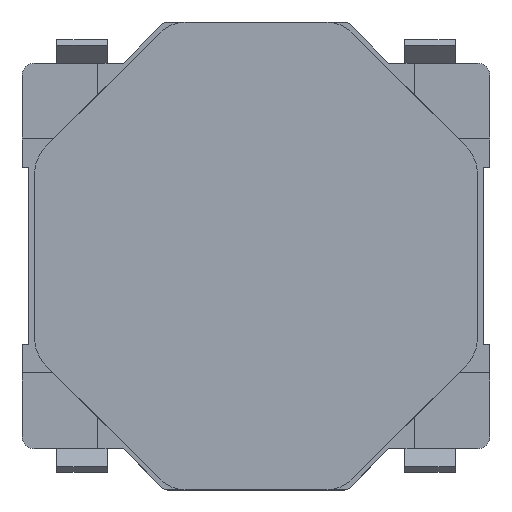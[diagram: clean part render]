
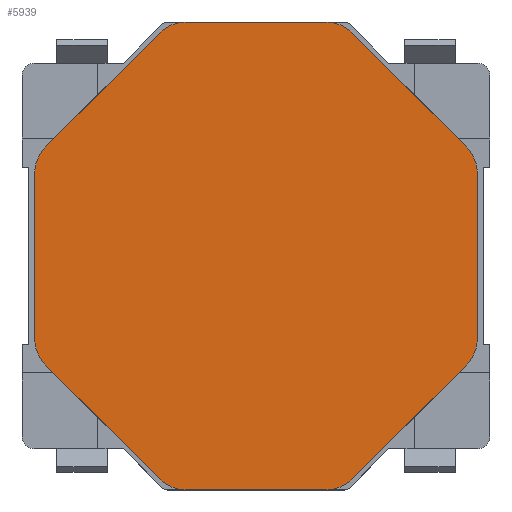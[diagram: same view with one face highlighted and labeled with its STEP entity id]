
A CAD part, top view. The second image highlights one B-rep face of the part: STEP entity #5939.
In plain terms, the highlighted planar face has unit normal (0, 0, 1).
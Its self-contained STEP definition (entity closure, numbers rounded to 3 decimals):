
#1526=DIRECTION('',(-1.,0.,0.));
#1527=VECTOR('',#1526,1.101);
#1528=CARTESIAN_POINT('',(0.551,-1.85,0.3));
#1529=LINE('',#1528,#1527);
#1773=DIRECTION('',(1.,0.,0.));
#1774=VECTOR('',#1773,1.101);
#1775=CARTESIAN_POINT('',(-0.551,1.85,0.3));
#1776=LINE('',#1775,#1774);
#1931=CARTESIAN_POINT('',(1.45,-0.651,0.3));
#1932=DIRECTION('',(0.,0.,1.));
#1933=DIRECTION('',(0.707,-0.707,0.));
#1934=AXIS2_PLACEMENT_3D('',#1931,#1932,#1933);
#1936=DIRECTION('',(0.707,0.707,0.));
#1937=VECTOR('',#1936,1.272);
#1938=CARTESIAN_POINT('',(0.763,-1.762,0.3));
#1939=LINE('',#1938,#1937);
#1940=CARTESIAN_POINT('',(0.551,-1.55,0.3));
#1941=DIRECTION('',(0.,0.,1.));
#1942=DIRECTION('',(0.383,-0.924,0.));
#1943=AXIS2_PLACEMENT_3D('',#1940,#1941,#1942);
#1945=CARTESIAN_POINT('',(0.551,-1.55,0.3));
#1946=DIRECTION('',(0.,0.,1.));
#1947=DIRECTION('',(0.,-1.,0.));
#1948=AXIS2_PLACEMENT_3D('',#1945,#1946,#1947);
#1950=CARTESIAN_POINT('',(-0.551,-1.55,0.3));
#1951=DIRECTION('',(0.,0.,1.));
#1952=DIRECTION('',(-0.383,-0.924,0.));
#1953=AXIS2_PLACEMENT_3D('',#1950,#1951,#1952);
#1955=CARTESIAN_POINT('',(-0.551,-1.55,0.3));
#1956=DIRECTION('',(0.,0.,1.));
#1957=DIRECTION('',(-0.707,-0.707,0.));
#1958=AXIS2_PLACEMENT_3D('',#1955,#1956,#1957);
#1960=DIRECTION('',(0.707,-0.707,0.));
#1961=VECTOR('',#1960,1.272);
#1962=CARTESIAN_POINT('',(-1.662,-0.863,0.3));
#1963=LINE('',#1962,#1961);
#1964=CARTESIAN_POINT('',(-1.45,-0.651,0.3));
#1965=DIRECTION('',(0.,0.,1.));
#1966=DIRECTION('',(-0.924,-0.383,0.));
#1967=AXIS2_PLACEMENT_3D('',#1964,#1965,#1966);
#1969=CARTESIAN_POINT('',(-1.45,-0.651,0.3));
#1970=DIRECTION('',(0.,0.,1.));
#1971=DIRECTION('',(-1.,0.,0.));
#1972=AXIS2_PLACEMENT_3D('',#1969,#1970,#1971);
#1974=CARTESIAN_POINT('',(-1.45,0.651,0.3));
#1975=DIRECTION('',(0.,0.,1.));
#1976=DIRECTION('',(-0.924,0.383,0.));
#1977=AXIS2_PLACEMENT_3D('',#1974,#1975,#1976);
#1979=CARTESIAN_POINT('',(-1.45,0.651,0.3));
#1980=DIRECTION('',(0.,0.,1.));
#1981=DIRECTION('',(-0.707,0.707,0.));
#1982=AXIS2_PLACEMENT_3D('',#1979,#1980,#1981);
#1984=DIRECTION('',(-0.707,-0.707,0.));
#1985=VECTOR('',#1984,1.272);
#1986=CARTESIAN_POINT('',(-0.763,1.762,0.3));
#1987=LINE('',#1986,#1985);
#1988=CARTESIAN_POINT('',(-0.551,1.55,0.3));
#1989=DIRECTION('',(0.,0.,1.));
#1990=DIRECTION('',(-0.383,0.924,0.));
#1991=AXIS2_PLACEMENT_3D('',#1988,#1989,#1990);
#1993=CARTESIAN_POINT('',(-0.551,1.55,0.3));
#1994=DIRECTION('',(0.,0.,1.));
#1995=DIRECTION('',(0.,1.,0.));
#1996=AXIS2_PLACEMENT_3D('',#1993,#1994,#1995);
#1998=CARTESIAN_POINT('',(0.551,1.55,0.3));
#1999=DIRECTION('',(0.,0.,1.));
#2000=DIRECTION('',(0.383,0.924,0.));
#2001=AXIS2_PLACEMENT_3D('',#1998,#1999,#2000);
#2003=CARTESIAN_POINT('',(0.551,1.55,0.3));
#2004=DIRECTION('',(0.,0.,1.));
#2005=DIRECTION('',(0.707,0.707,0.));
#2006=AXIS2_PLACEMENT_3D('',#2003,#2004,#2005);
#2008=DIRECTION('',(-0.707,0.707,0.));
#2009=VECTOR('',#2008,1.272);
#2010=CARTESIAN_POINT('',(1.662,0.863,0.3));
#2011=LINE('',#2010,#2009);
#2012=CARTESIAN_POINT('',(1.45,0.651,0.3));
#2013=DIRECTION('',(0.,0.,1.));
#2014=DIRECTION('',(0.924,0.383,0.));
#2015=AXIS2_PLACEMENT_3D('',#2012,#2013,#2014);
#2017=CARTESIAN_POINT('',(1.45,0.651,0.3));
#2018=DIRECTION('',(0.,0.,1.));
#2019=DIRECTION('',(1.,0.,0.));
#2020=AXIS2_PLACEMENT_3D('',#2017,#2018,#2019);
#2022=CARTESIAN_POINT('',(1.45,-0.651,0.3));
#2023=DIRECTION('',(0.,0.,1.));
#2024=DIRECTION('',(0.924,-0.383,0.));
#2025=AXIS2_PLACEMENT_3D('',#2022,#2023,#2024);
#2196=DIRECTION('',(0.,1.,0.));
#2197=VECTOR('',#2196,1.301);
#2198=CARTESIAN_POINT('',(-1.75,-0.651,0.3));
#2199=LINE('',#2198,#2197);
#2241=DIRECTION('',(0.,-1.,0.));
#2242=VECTOR('',#2241,1.301);
#2243=CARTESIAN_POINT('',(1.75,0.651,0.3));
#2244=LINE('',#2243,#2242);
#3041=CARTESIAN_POINT('',(1.662,-0.863,0.3));
#3042=CARTESIAN_POINT('',(1.727,-0.766,0.3));
#3043=VERTEX_POINT('',#3041);
#3044=VERTEX_POINT('',#3042);
#3045=CARTESIAN_POINT('',(1.75,-0.651,0.3));
#3046=VERTEX_POINT('',#3045);
#3047=CARTESIAN_POINT('',(1.75,0.651,0.3));
#3048=VERTEX_POINT('',#3047);
#3049=CARTESIAN_POINT('',(1.727,0.766,0.3));
#3050=VERTEX_POINT('',#3049);
#3051=CARTESIAN_POINT('',(1.662,0.863,0.3));
#3052=VERTEX_POINT('',#3051);
#3053=CARTESIAN_POINT('',(0.763,1.762,0.3));
#3054=VERTEX_POINT('',#3053);
#3055=CARTESIAN_POINT('',(0.666,1.827,0.3));
#3056=VERTEX_POINT('',#3055);
#3057=CARTESIAN_POINT('',(0.551,1.85,0.3));
#3058=VERTEX_POINT('',#3057);
#3059=CARTESIAN_POINT('',(-0.551,1.85,0.3));
#3060=VERTEX_POINT('',#3059);
#3061=CARTESIAN_POINT('',(-0.666,1.827,0.3));
#3062=VERTEX_POINT('',#3061);
#3063=CARTESIAN_POINT('',(-0.763,1.762,0.3));
#3064=VERTEX_POINT('',#3063);
#3065=CARTESIAN_POINT('',(-1.662,0.863,0.3));
#3066=VERTEX_POINT('',#3065);
#3067=CARTESIAN_POINT('',(-1.727,0.766,0.3));
#3068=VERTEX_POINT('',#3067);
#3069=CARTESIAN_POINT('',(-1.75,0.651,0.3));
#3070=VERTEX_POINT('',#3069);
#3071=CARTESIAN_POINT('',(-1.75,-0.651,0.3));
#3072=VERTEX_POINT('',#3071);
#3073=CARTESIAN_POINT('',(-1.727,-0.766,0.3));
#3074=VERTEX_POINT('',#3073);
#3075=CARTESIAN_POINT('',(-1.662,-0.863,0.3));
#3076=VERTEX_POINT('',#3075);
#3077=CARTESIAN_POINT('',(-0.763,-1.762,0.3));
#3078=VERTEX_POINT('',#3077);
#3079=CARTESIAN_POINT('',(-0.666,-1.827,0.3));
#3080=VERTEX_POINT('',#3079);
#3081=CARTESIAN_POINT('',(-0.551,-1.85,0.3));
#3082=VERTEX_POINT('',#3081);
#3083=CARTESIAN_POINT('',(0.551,-1.85,0.3));
#3084=VERTEX_POINT('',#3083);
#3085=CARTESIAN_POINT('',(0.666,-1.827,0.3));
#3086=VERTEX_POINT('',#3085);
#3087=CARTESIAN_POINT('',(0.763,-1.762,0.3));
#3088=VERTEX_POINT('',#3087);
#5893=CARTESIAN_POINT('',(0.,0.,0.3));
#5894=DIRECTION('',(0.,0.,1.));
#5895=DIRECTION('',(-1.,0.,0.));
#5896=AXIS2_PLACEMENT_3D('',#5893,#5894,#5895);
#5897=PLANE('',#5896);
#5898=ORIENTED_EDGE('',*,*,#5888,.F.);
#5899=ORIENTED_EDGE('',*,*,#5871,.F.);
#5900=ORIENTED_EDGE('',*,*,#5339,.F.);
#5901=ORIENTED_EDGE('',*,*,#5337,.F.);
#5902=ORIENTED_EDGE('',*,*,#5324,.T.);
#5904=ORIENTED_EDGE('',*,*,#5903,.F.);
#5906=ORIENTED_EDGE('',*,*,#5905,.F.);
#5908=ORIENTED_EDGE('',*,*,#5907,.F.);
#5910=ORIENTED_EDGE('',*,*,#5909,.F.);
#5912=ORIENTED_EDGE('',*,*,#5911,.F.);
#5914=ORIENTED_EDGE('',*,*,#5913,.T.);
#5916=ORIENTED_EDGE('',*,*,#5915,.F.);
#5918=ORIENTED_EDGE('',*,*,#5917,.F.);
#5920=ORIENTED_EDGE('',*,*,#5919,.F.);
#5921=ORIENTED_EDGE('',*,*,#5738,.F.);
#5922=ORIENTED_EDGE('',*,*,#5736,.F.);
#5923=ORIENTED_EDGE('',*,*,#5723,.T.);
#5925=ORIENTED_EDGE('',*,*,#5924,.F.);
#5927=ORIENTED_EDGE('',*,*,#5926,.F.);
#5929=ORIENTED_EDGE('',*,*,#5928,.F.);
#5931=ORIENTED_EDGE('',*,*,#5930,.F.);
#5933=ORIENTED_EDGE('',*,*,#5932,.F.);
#5935=ORIENTED_EDGE('',*,*,#5934,.T.);
#5936=ORIENTED_EDGE('',*,*,#5881,.F.);
#5937=EDGE_LOOP('',(#5898,#5899,#5900,#5901,#5902,#5904,#5906,#5908,#5910,#5912,
#5914,#5916,#5918,#5920,#5921,#5922,#5923,#5925,#5927,#5929,#5931,#5933,#5935,
#5936));
#5938=FACE_OUTER_BOUND('',#5937,.F.);
#5939=ADVANCED_FACE('',(#5938),#5897,.T.);
#1935=CIRCLE('',#1934,0.3);
#1944=CIRCLE('',#1943,0.3);
#1949=CIRCLE('',#1948,0.3);
#1954=CIRCLE('',#1953,0.3);
#1959=CIRCLE('',#1958,0.3);
#1968=CIRCLE('',#1967,0.3);
#1973=CIRCLE('',#1972,0.3);
#1978=CIRCLE('',#1977,0.3);
#1983=CIRCLE('',#1982,0.3);
#1992=CIRCLE('',#1991,0.3);
#1997=CIRCLE('',#1996,0.3);
#2002=CIRCLE('',#2001,0.3);
#2007=CIRCLE('',#2006,0.3);
#2016=CIRCLE('',#2015,0.3);
#2021=CIRCLE('',#2020,0.3);
#2026=CIRCLE('',#2025,0.3);
#5324=EDGE_CURVE('',#3084,#3082,#1529,.T.);
#5337=EDGE_CURVE('',#3084,#3086,#1949,.T.);
#5339=EDGE_CURVE('',#3086,#3088,#1944,.T.);
#5723=EDGE_CURVE('',#3060,#3058,#1776,.T.);
#5736=EDGE_CURVE('',#3060,#3062,#1997,.T.);
#5738=EDGE_CURVE('',#3062,#3064,#1992,.T.);
#5871=EDGE_CURVE('',#3088,#3043,#1939,.T.);
#5881=EDGE_CURVE('',#3044,#3046,#2026,.T.);
#5888=EDGE_CURVE('',#3043,#3044,#1935,.T.);
#5903=EDGE_CURVE('',#3080,#3082,#1954,.T.);
#5905=EDGE_CURVE('',#3078,#3080,#1959,.T.);
#5907=EDGE_CURVE('',#3076,#3078,#1963,.T.);
#5909=EDGE_CURVE('',#3074,#3076,#1968,.T.);
#5911=EDGE_CURVE('',#3072,#3074,#1973,.T.);
#5913=EDGE_CURVE('',#3072,#3070,#2199,.T.);
#5915=EDGE_CURVE('',#3068,#3070,#1978,.T.);
#5917=EDGE_CURVE('',#3066,#3068,#1983,.T.);
#5919=EDGE_CURVE('',#3064,#3066,#1987,.T.);
#5924=EDGE_CURVE('',#3056,#3058,#2002,.T.);
#5926=EDGE_CURVE('',#3054,#3056,#2007,.T.);
#5928=EDGE_CURVE('',#3052,#3054,#2011,.T.);
#5930=EDGE_CURVE('',#3050,#3052,#2016,.T.);
#5932=EDGE_CURVE('',#3048,#3050,#2021,.T.);
#5934=EDGE_CURVE('',#3048,#3046,#2244,.T.);
